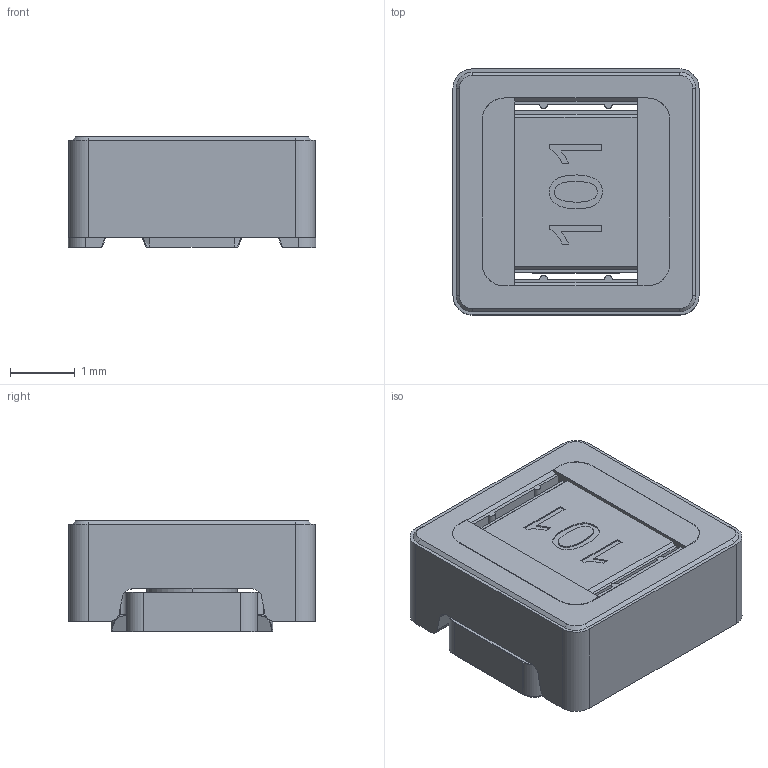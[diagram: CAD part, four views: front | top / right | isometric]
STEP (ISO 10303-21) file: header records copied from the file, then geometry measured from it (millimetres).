
FILE_DESCRIPTION (( 'STEP AP214' ), '1' );
FILE_NAME ('SRR3818A.STEP', '2021-02-25T09:13:45', ( '' ), ( '' ), 'SwSTEP 2.0', 'SolidWorks 2020', '' );
FILE_SCHEMA (( 'AUTOMOTIVE_DESIGN' ));
Length unit declared in the file: millimetre
Products named in the file (1): SRR3818A
Bounding box: 3.82 x 3.8 x 1.72 mm (x, y, z)
Volume: 20.5 mm3; surface area: 127.8 mm2
Topology: 6 solids, 6 shells, 219 faces, 589 edges, 390 vertices
Faces by surface type: bspline 219
Entity records: 10217 total; most frequent: CARTESIAN_POINT 6195, ORIENTED_EDGE 1178, EDGE_CURVE 589, B_SPLINE_CURVE_WITH_KNOTS 436, VERTEX_POINT 390, EDGE_LOOP 229, ADVANCED_FACE 219, FACE_OUTER_BOUND 219
